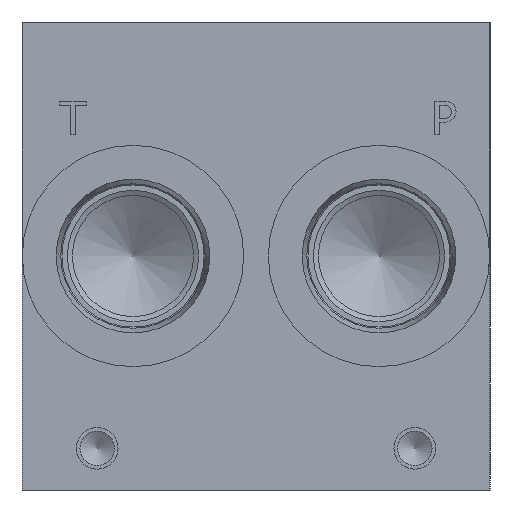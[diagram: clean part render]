
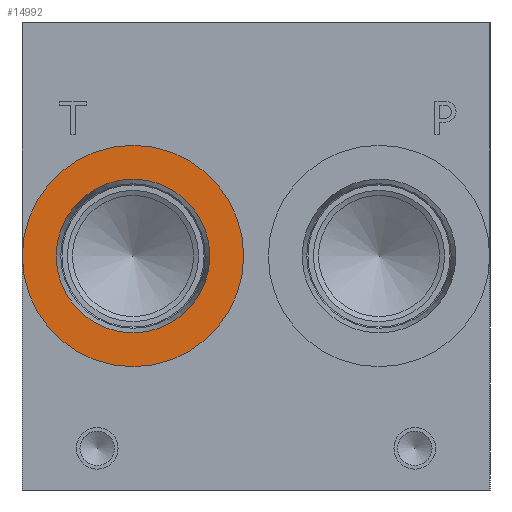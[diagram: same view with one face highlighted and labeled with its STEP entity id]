
A CAD part, left-side view. The second image highlights one B-rep face of the part: STEP entity #14992.
In plain terms, the highlighted planar face has unit normal (-1, 0, 0).
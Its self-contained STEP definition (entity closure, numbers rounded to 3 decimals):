
#520=CIRCLE('',#15709,21.019);
#521=CIRCLE('',#15710,21.019);
#522=CIRCLE('',#15712,14.592);
#523=CIRCLE('',#15713,14.592);
#1281=FACE_BOUND('',#2811,.T.);
#1948=FACE_OUTER_BOUND('',#2810,.T.);
#2810=EDGE_LOOP('',(#12561,#12562));
#2811=EDGE_LOOP('',(#12563,#12564));
#6795=VERTEX_POINT('',#25522);
#6796=VERTEX_POINT('',#25524);
#6797=VERTEX_POINT('',#25528);
#6798=VERTEX_POINT('',#25529);
#8801=EDGE_CURVE('',#6795,#6796,#520,.T.);
#8802=EDGE_CURVE('',#6796,#6795,#521,.T.);
#8803=EDGE_CURVE('',#6797,#6798,#522,.T.);
#8804=EDGE_CURVE('',#6798,#6797,#523,.T.);
#12561=ORIENTED_EDGE('',*,*,#8802,.F.);
#12562=ORIENTED_EDGE('',*,*,#8801,.F.);
#12563=ORIENTED_EDGE('',*,*,#8803,.T.);
#12564=ORIENTED_EDGE('',*,*,#8804,.T.);
#13805=PLANE('',#15711);
#14992=ADVANCED_FACE('',(#1948,#1281),#13805,.F.);
#15709=AXIS2_PLACEMENT_3D('',#25525,#18390,#18391);
#15710=AXIS2_PLACEMENT_3D('',#25526,#18392,#18393);
#15711=AXIS2_PLACEMENT_3D('',#25527,#18394,#18395);
#15712=AXIS2_PLACEMENT_3D('',#25530,#18396,#18397);
#15713=AXIS2_PLACEMENT_3D('',#25531,#18398,#18399);
#18390=DIRECTION('center_axis',(1.,0.,0.));
#18391=DIRECTION('ref_axis',(0.,0.,-1.));
#18392=DIRECTION('center_axis',(1.,0.,0.));
#18393=DIRECTION('ref_axis',(0.,0.,-1.));
#18394=DIRECTION('center_axis',(1.,0.,0.));
#18395=DIRECTION('ref_axis',(0.,0.,-1.));
#18396=DIRECTION('center_axis',(1.,0.,0.));
#18397=DIRECTION('ref_axis',(0.,0.,-1.));
#18398=DIRECTION('center_axis',(1.,0.,0.));
#18399=DIRECTION('ref_axis',(0.,0.,-1.));
#25522=CARTESIAN_POINT('',(0.787,67.818,23.432));
#25524=CARTESIAN_POINT('',(0.787,67.818,65.469));
#25525=CARTESIAN_POINT('Origin',(0.787,67.818,44.45));
#25526=CARTESIAN_POINT('Origin',(0.787,67.818,44.45));
#25527=CARTESIAN_POINT('Origin',(0.787,67.818,59.042));
#25528=CARTESIAN_POINT('',(0.787,67.818,59.042));
#25529=CARTESIAN_POINT('',(0.787,67.818,29.858));
#25530=CARTESIAN_POINT('Origin',(0.787,67.818,44.45));
#25531=CARTESIAN_POINT('Origin',(0.787,67.818,44.45));
